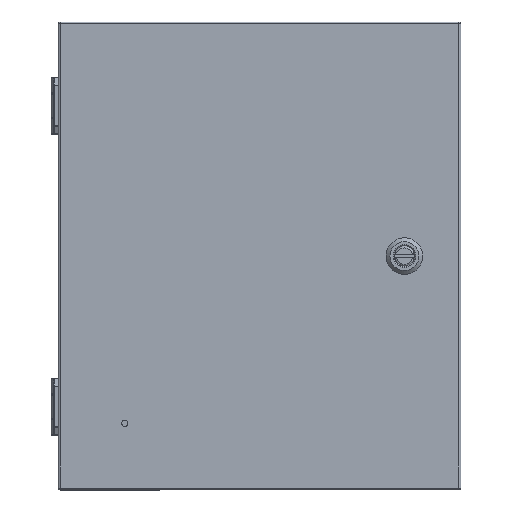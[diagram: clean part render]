
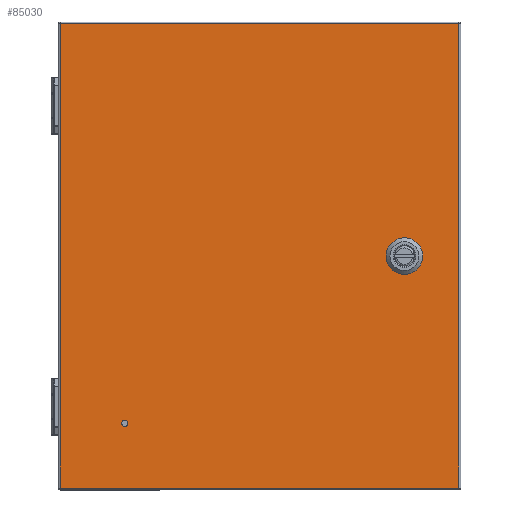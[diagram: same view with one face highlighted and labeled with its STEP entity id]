
A CAD part, top view. The second image highlights one B-rep face of the part: STEP entity #85030.
In plain terms, the highlighted planar face has unit normal (0, 0, 1).
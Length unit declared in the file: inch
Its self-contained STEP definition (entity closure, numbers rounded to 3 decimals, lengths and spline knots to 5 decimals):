
#194 = VERTEX_POINT ( 'NONE', #54557 ) ;
#683 = EDGE_CURVE ( 'NONE', #26605, #25839, #70616, .T. ) ;
#921 = VERTEX_POINT ( 'NONE', #40483 ) ;
#1575 = EDGE_CURVE ( 'NONE', #74307, #194, #79034, .T. ) ;
#1743 = EDGE_CURVE ( 'NONE', #4550, #57821, #77187, .T. ) ;
#2075 = ORIENTED_EDGE ( 'NONE', *, *, #1575, .F. ) ;
#2184 = VECTOR ( 'NONE', #57291, 39.37008 ) ;
#3083 = LINE ( 'NONE', #10086, #34366 ) ;
#3523 = CARTESIAN_POINT ( 'NONE',  ( 4.4722, 0.00404, 6.107 ) ) ;
#3744 = DIRECTION ( 'NONE',  ( 1., 0., 0. ) ) ;
#4299 = LINE ( 'NONE', #38218, #15394 ) ;
#4550 = VERTEX_POINT ( 'NONE', #72119 ) ;
#4561 = CARTESIAN_POINT ( 'NONE',  ( -0.9825, -0.39196, 6.107 ) ) ;
#4723 = EDGE_CURVE ( 'NONE', #25839, #4550, #3083, .T. ) ;
#5412 = AXIS2_PLACEMENT_3D ( 'NONE', #86352, #45289, #13012 ) ;
#6029 = DIRECTION ( 'NONE',  ( 0., 0., 1. ) ) ;
#6209 = EDGE_CURVE ( 'NONE', #921, #74307, #12432, .T. ) ;
#7887 = VECTOR ( 'NONE', #31439, 39.37008 ) ;
#7891 = EDGE_CURVE ( 'NONE', #86781, #48305, #65677, .T. ) ;
#8625 = FACE_BOUND ( 'NONE', #53791, .T. ) ;
#9068 = CIRCLE ( 'NONE', #20283, 0.443 ) ;
#10086 = CARTESIAN_POINT ( 'NONE',  ( -6.17, 7.13557, 6.107 ) ) ;
#10514 = DIRECTION ( 'NONE',  ( 0., 0., 1. ) ) ;
#10692 = LINE ( 'NONE', #84466, #60321 ) ;
#10962 = DIRECTION ( 'NONE',  ( -1., 0., 0. ) ) ;
#12432 = CIRCLE ( 'NONE', #5412, 0.443 ) ;
#13012 = DIRECTION ( 'NONE',  ( -1., 0., 0. ) ) ;
#13160 = ORIENTED_EDGE ( 'NONE', *, *, #14400, .F. ) ;
#14400 = EDGE_CURVE ( 'NONE', #56896, #56896, #69792, .T. ) ;
#15394 = VECTOR ( 'NONE', #82260, 39.37008 ) ;
#15453 = EDGE_CURVE ( 'NONE', #48305, #28416, #65044, .T. ) ;
#15964 = CARTESIAN_POINT ( 'NONE',  ( 4.4722, 0.00404, 6.107 ) ) ;
#16414 = DIRECTION ( 'NONE',  ( -1., 0., 0. ) ) ;
#16764 = CARTESIAN_POINT ( 'NONE',  ( -4.21855, -5.1395, 6.107 ) ) ;
#17559 = DIRECTION ( 'NONE',  ( -1., 0., 0. ) ) ;
#17856 = CARTESIAN_POINT ( 'NONE',  ( -4.122, -5.1395, 6.107 ) ) ;
#18241 = CARTESIAN_POINT ( 'NONE',  ( 4.27362, -0.39196, 6.107 ) ) ;
#20283 = AXIS2_PLACEMENT_3D ( 'NONE', #39574, #6029, #86808 ) ;
#20498 = VERTEX_POINT ( 'NONE', #27982 ) ;
#23575 = EDGE_LOOP ( 'NONE', ( #13160 ) ) ;
#25480 = CARTESIAN_POINT ( 'NONE',  ( -0.9825, 0.40004, 6.107 ) ) ;
#25839 = VERTEX_POINT ( 'NONE', #45179 ) ;
#26058 = EDGE_CURVE ( 'NONE', #57821, #26605, #37218, .T. ) ;
#26324 = VECTOR ( 'NONE', #59911, 39.37008 ) ;
#26605 = VERTEX_POINT ( 'NONE', #60275 ) ;
#27982 = CARTESIAN_POINT ( 'NONE',  ( 4.0762, 0.20261, 6.107 ) ) ;
#28416 = VERTEX_POINT ( 'NONE', #78642 ) ;
#30149 = CARTESIAN_POINT ( 'NONE',  ( -0.9825, 2.00797, 6.107 ) ) ;
#30724 = EDGE_LOOP ( 'NONE', ( #42620, #58120, #33677, #61622 ) ) ;
#31439 = DIRECTION ( 'NONE',  ( 1., 0., 0. ) ) ;
#32431 = EDGE_CURVE ( 'NONE', #194, #20498, #9068, .T. ) ;
#33677 = ORIENTED_EDGE ( 'NONE', *, *, #4723, .T. ) ;
#34366 = VECTOR ( 'NONE', #17559, 39.37008 ) ;
#35867 = CARTESIAN_POINT ( 'NONE',  ( -6.11, -7.1275, 6.107 ) ) ;
#36959 = EDGE_CURVE ( 'NONE', #73938, #921, #10692, .T. ) ;
#37218 = LINE ( 'NONE', #64181, #43439 ) ;
#37612 = VECTOR ( 'NONE', #70529, 39.37008 ) ;
#38218 = CARTESIAN_POINT ( 'NONE',  ( 4.0762, 2.00797, 6.107 ) ) ;
#38565 = ORIENTED_EDGE ( 'NONE', *, *, #15453, .F. ) ;
#39574 = CARTESIAN_POINT ( 'NONE',  ( 4.4722, 0.00404, 6.107 ) ) ;
#40483 = CARTESIAN_POINT ( 'NONE',  ( 4.8682, 0.20261, 6.107 ) ) ;
#42235 = EDGE_CURVE ( 'NONE', #28416, #73938, #71221, .T. ) ;
#42620 = ORIENTED_EDGE ( 'NONE', *, *, #26058, .T. ) ;
#42650 = CARTESIAN_POINT ( 'NONE',  ( 4.0762, -0.19454, 6.107 ) ) ;
#42874 = DIRECTION ( 'NONE',  ( 0., 0., 1. ) ) ;
#42929 = AXIS2_PLACEMENT_3D ( 'NONE', #3523, #10514, #10962 ) ;
#43439 = VECTOR ( 'NONE', #3744, 39.37008 ) ;
#43732 = CARTESIAN_POINT ( 'NONE',  ( 4.67077, 0.40004, 6.107 ) ) ;
#43839 = DIRECTION ( 'NONE',  ( 0., 1., 0. ) ) ;
#44814 = DIRECTION ( 'NONE',  ( -1., 0., 0. ) ) ;
#45179 = CARTESIAN_POINT ( 'NONE',  ( 6.1452, 7.13557, 6.107 ) ) ;
#45289 = DIRECTION ( 'NONE',  ( 0., 0., 1. ) ) ;
#48305 = VERTEX_POINT ( 'NONE', #18241 ) ;
#49058 = AXIS2_PLACEMENT_3D ( 'NONE', #30149, #58875, #57984 ) ;
#49441 = CARTESIAN_POINT ( 'NONE',  ( 6.1452, 7.19557, 6.107 ) ) ;
#50666 = CARTESIAN_POINT ( 'NONE',  ( -6.11, -7.1875, 6.107 ) ) ;
#53791 = EDGE_LOOP ( 'NONE', ( #83260, #2075, #86389, #69257, #54618, #38565, #55941, #85502 ) ) ;
#54557 = CARTESIAN_POINT ( 'NONE',  ( 4.27362, 0.40004, 6.107 ) ) ;
#54618 = ORIENTED_EDGE ( 'NONE', *, *, #42235, .F. ) ;
#55941 = ORIENTED_EDGE ( 'NONE', *, *, #7891, .F. ) ;
#56896 = VERTEX_POINT ( 'NONE', #16764 ) ;
#57291 = DIRECTION ( 'NONE',  ( 0., 1., 0. ) ) ;
#57821 = VERTEX_POINT ( 'NONE', #35867 ) ;
#57984 = DIRECTION ( 'NONE',  ( -1., 0., 0. ) ) ;
#58120 = ORIENTED_EDGE ( 'NONE', *, *, #683, .T. ) ;
#58875 = DIRECTION ( 'NONE',  ( 0., 0., 1. ) ) ;
#59836 = AXIS2_PLACEMENT_3D ( 'NONE', #17856, #71345, #44814 ) ;
#59911 = DIRECTION ( 'NONE',  ( -1., 0., 0. ) ) ;
#60275 = CARTESIAN_POINT ( 'NONE',  ( 6.1452, -7.1275, 6.107 ) ) ;
#60321 = VECTOR ( 'NONE', #43839, 39.37008 ) ;
#61622 = ORIENTED_EDGE ( 'NONE', *, *, #1743, .T. ) ;
#62912 = FACE_OUTER_BOUND ( 'NONE', #30724, .T. ) ;
#64181 = CARTESIAN_POINT ( 'NONE',  ( 6.2052, -7.1275, 6.107 ) ) ;
#64223 = AXIS2_PLACEMENT_3D ( 'NONE', #15964, #42874, #16414 ) ;
#65044 = LINE ( 'NONE', #4561, #7887 ) ;
#65677 = CIRCLE ( 'NONE', #64223, 0.443 ) ;
#69257 = ORIENTED_EDGE ( 'NONE', *, *, #36959, .F. ) ;
#69561 = PLANE ( 'NONE',  #49058 ) ;
#69792 = CIRCLE ( 'NONE', #59836, 0.09655 ) ;
#70529 = DIRECTION ( 'NONE',  ( 0., -1., 0. ) ) ;
#70616 = LINE ( 'NONE', #49441, #2184 ) ;
#71221 = CIRCLE ( 'NONE', #42929, 0.443 ) ;
#71345 = DIRECTION ( 'NONE',  ( 0., 0., 1. ) ) ;
#72119 = CARTESIAN_POINT ( 'NONE',  ( -6.11, 7.13557, 6.107 ) ) ;
#73938 = VERTEX_POINT ( 'NONE', #84899 ) ;
#74307 = VERTEX_POINT ( 'NONE', #43732 ) ;
#77187 = LINE ( 'NONE', #50666, #37612 ) ;
#78642 = CARTESIAN_POINT ( 'NONE',  ( 4.67077, -0.39196, 6.107 ) ) ;
#79034 = LINE ( 'NONE', #25480, #26324 ) ;
#82260 = DIRECTION ( 'NONE',  ( 0., -1., 0. ) ) ;
#82369 = FACE_BOUND ( 'NONE', #23575, .T. ) ;
#83260 = ORIENTED_EDGE ( 'NONE', *, *, #32431, .F. ) ;
#84466 = CARTESIAN_POINT ( 'NONE',  ( 4.8682, 2.00797, 6.107 ) ) ;
#84899 = CARTESIAN_POINT ( 'NONE',  ( 4.8682, -0.19454, 6.107 ) ) ;
#85030 = ADVANCED_FACE ( 'NONE', ( #8625, #82369, #62912 ), #69561, .T. ) ;
#85502 = ORIENTED_EDGE ( 'NONE', *, *, #87073, .F. ) ;
#86352 = CARTESIAN_POINT ( 'NONE',  ( 4.4722, 0.00404, 6.107 ) ) ;
#86389 = ORIENTED_EDGE ( 'NONE', *, *, #6209, .F. ) ;
#86781 = VERTEX_POINT ( 'NONE', #42650 ) ;
#86808 = DIRECTION ( 'NONE',  ( -1., 0., 0. ) ) ;
#87073 = EDGE_CURVE ( 'NONE', #20498, #86781, #4299, .T. ) ;
